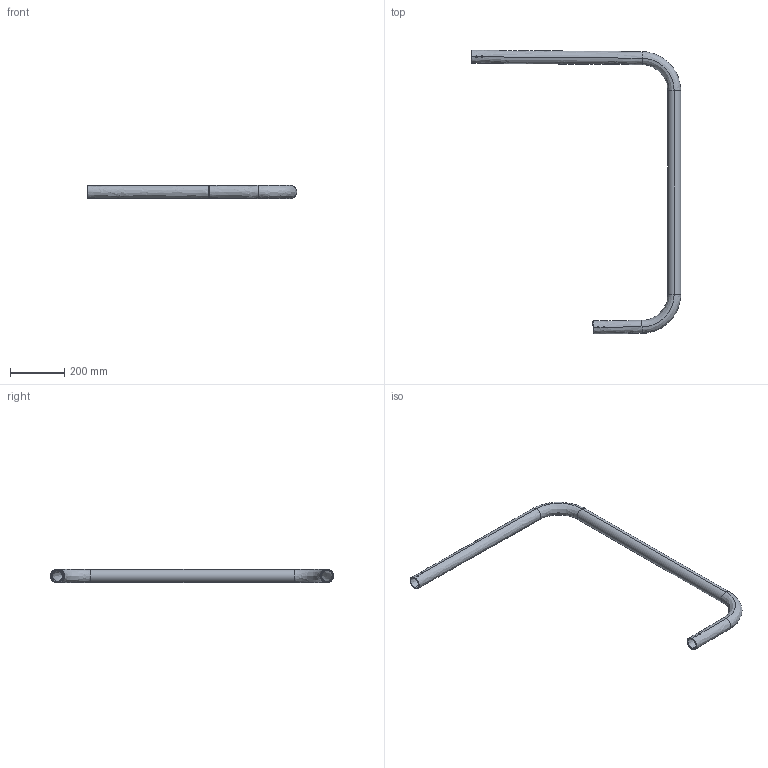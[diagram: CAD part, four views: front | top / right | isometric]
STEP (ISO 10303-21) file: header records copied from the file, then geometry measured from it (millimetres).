
FILE_DESCRIPTION (( 'STEP AP214' ), '1' );
FILE_NAME ('57010110.STEP', '2018-11-13T10:54:11', ( 'Macha' ), ( 'Hewlett-Packard Company' ), 'SwSTEP 2.0', 'SolidWorks 2018', '' );
FILE_SCHEMA (( 'AUTOMOTIVE_DESIGN' ));
Length unit declared in the file: millimetre
Products named in the file (1): 57010110
Bounding box: 774.15 x 1048.19 x 48.3 mm (x, y, z)
Volume: 909686.2 mm3; surface area: 550447.2 mm2
Topology: 1 solids, 1 shells, 38 faces, 108 edges, 64 vertices
Faces by surface type: bspline 28, cylinder 8, plane 2
Entity records: 3138 total; most frequent: CARTESIAN_POINT 2315, ORIENTED_EDGE 216, EDGE_CURVE 108, DIRECTION 98, VERTEX_POINT 64, B_SPLINE_CURVE_WITH_KNOTS 48, EDGE_LOOP 40, ADVANCED_FACE 38
